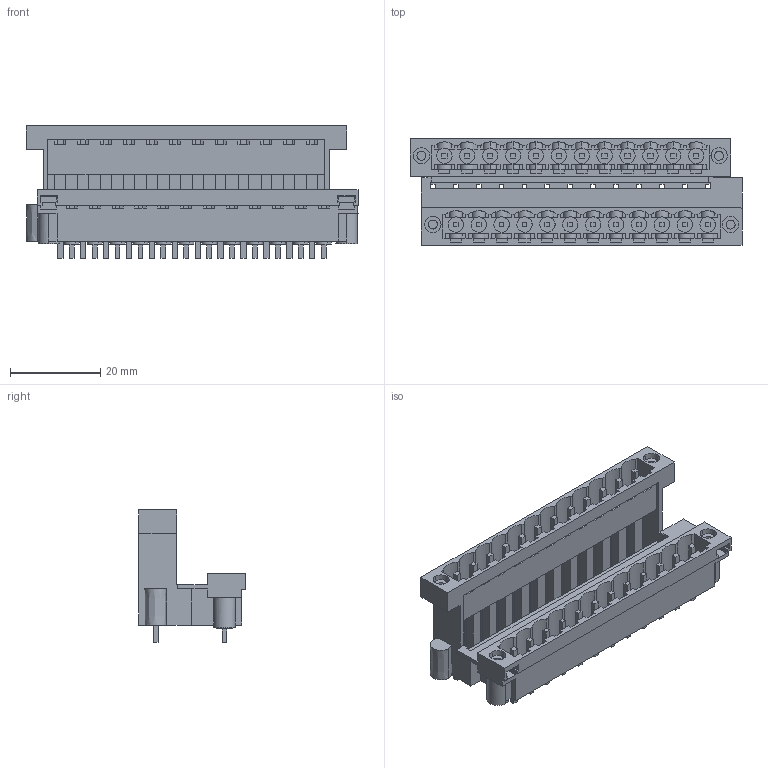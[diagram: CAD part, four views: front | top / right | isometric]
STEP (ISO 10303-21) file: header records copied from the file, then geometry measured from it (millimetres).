
FILE_DESCRIPTION(('CATIA V5 STEP Exchange','CAx-IF Rec.Pracs.--- Model Styling and Organization---1.2---2011-12-15'),'2;1');
FILE_NAME ('D1456896_0_1828870000_1828870000.stp','2018-04-19T11:23:41+00:00',('none'),('Weidmueller'),'CATIA Version 5-6 Release 2014','CATIA V5 STEP AP214','none');
FILE_SCHEMA(('AUTOMOTIVE_DESIGN { 1 0 10303 214 1 1 1 1 }'));
Length unit declared in the file: millimetre
Products named in the file (1): 1828870000
Bounding box: 73.66 x 23.67 x 29.36 mm (x, y, z)
Volume: 10575.4 mm3; surface area: 20307.2 mm2
Topology: 29 solids, 41 shells, 1211 faces, 3855 edges, 2685 vertices
Faces by surface type: plane 993, cylinder 214, extrusion 4
Entity records: 40971 total; most frequent: CARTESIAN_POINT 9253, ORIENTED_EDGE 7710, DIRECTION 4815, EDGE_CURVE 3855, VECTOR 3109, LINE 3105, VERTEX_POINT 2685, EDGE_LOOP 1310
